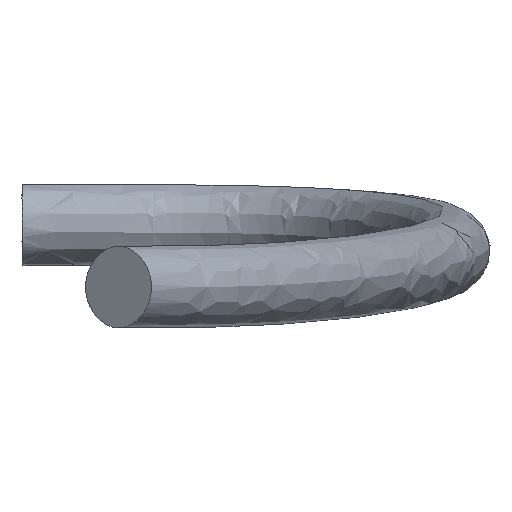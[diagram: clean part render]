
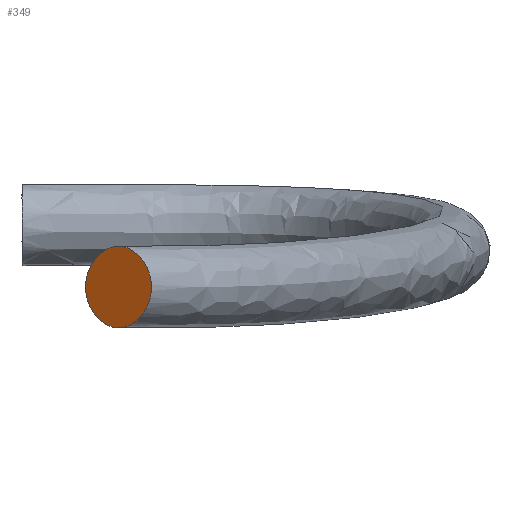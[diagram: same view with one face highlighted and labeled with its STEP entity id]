
A CAD part, front view. The second image highlights one B-rep face of the part: STEP entity #349.
In plain terms, the highlighted planar face has unit normal (-0.591, -0.807, 0).
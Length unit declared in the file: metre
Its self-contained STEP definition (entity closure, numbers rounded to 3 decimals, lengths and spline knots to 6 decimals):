
#10 = CARTESIAN_POINT ( 'NONE',  ( 0.04165, -0.040895, 0.00375 ) ) ;
#23 = ORIENTED_EDGE ( 'NONE', *, *, #437, .F. ) ;
#46 = CARTESIAN_POINT ( 'NONE',  ( 0.04165, -0.040895, 0.00375 ) ) ;
#60 = VERTEX_POINT ( 'NONE', #46 ) ;
#72 = CARTESIAN_POINT ( 'NONE',  ( 0.040641, -0.040157, 0.003154 ) ) ;
#80 = AXIS2_PLACEMENT_3D ( 'NONE', #183, #386, #267 ) ;
#88 = B_SPLINE_CURVE_WITH_KNOTS ( 'NONE', 3,
 ( #144, #424, #264, #72, #227, #231 ),
 .UNSPECIFIED., .F., .F.,
 ( 4, 2, 4 ),
 ( 0.5, 0.75, 1. ),
 .UNSPECIFIED. ) ;
#92 = ORIENTED_EDGE ( 'NONE', *, *, #478, .F. ) ;
#108 = CARTESIAN_POINT ( 'NONE',  ( 0.04165, -0.040895, 0.00125 ) ) ;
#138 = VERTEX_POINT ( 'NONE', #445 ) ;
#144 = CARTESIAN_POINT ( 'NONE',  ( 0.04165, -0.040895, 0.00125 ) ) ;
#166 = CARTESIAN_POINT ( 'NONE',  ( 0.042659, -0.041634, 0.003154 ) ) ;
#183 = CARTESIAN_POINT ( 'NONE',  ( 0.04165, -0.040895, 0.0025 ) ) ;
#203 = CARTESIAN_POINT ( 'NONE',  ( 0.042178, -0.041282, 0.00375 ) ) ;
#222 = B_SPLINE_CURVE_WITH_KNOTS ( 'NONE', 3,
 ( #10, #203, #166, #323, #420, #108 ),
 .UNSPECIFIED., .F., .F.,
 ( 4, 2, 4 ),
 ( 0., 0.25, 0.5 ),
 .UNSPECIFIED. ) ;
#227 = CARTESIAN_POINT ( 'NONE',  ( 0.041122, -0.040509, 0.00375 ) ) ;
#231 = CARTESIAN_POINT ( 'NONE',  ( 0.04165, -0.040895, 0.00375 ) ) ;
#264 = CARTESIAN_POINT ( 'NONE',  ( 0.040641, -0.040157, 0.001846 ) ) ;
#267 = DIRECTION ( 'NONE',  ( -0.807, 0.591, 0. ) ) ;
#270 = PLANE ( 'NONE',  #80 ) ;
#323 = CARTESIAN_POINT ( 'NONE',  ( 0.042659, -0.041634, 0.001846 ) ) ;
#349 = ADVANCED_FACE ( 'NONE', ( #404 ), #270, .F. ) ;
#370 = EDGE_LOOP ( 'NONE', ( #92, #23 ) ) ;
#386 = DIRECTION ( 'NONE',  ( 0.591, 0.807, 0. ) ) ;
#404 = FACE_OUTER_BOUND ( 'NONE', #370, .T. ) ;
#420 = CARTESIAN_POINT ( 'NONE',  ( 0.042178, -0.041282, 0.00125 ) ) ;
#424 = CARTESIAN_POINT ( 'NONE',  ( 0.041122, -0.040509, 0.00125 ) ) ;
#437 = EDGE_CURVE ( 'NONE', #138, #60, #88, .T. ) ;
#445 = CARTESIAN_POINT ( 'NONE',  ( 0.04165, -0.040895, 0.00125 ) ) ;
#478 = EDGE_CURVE ( 'NONE', #60, #138, #222, .T. ) ;
